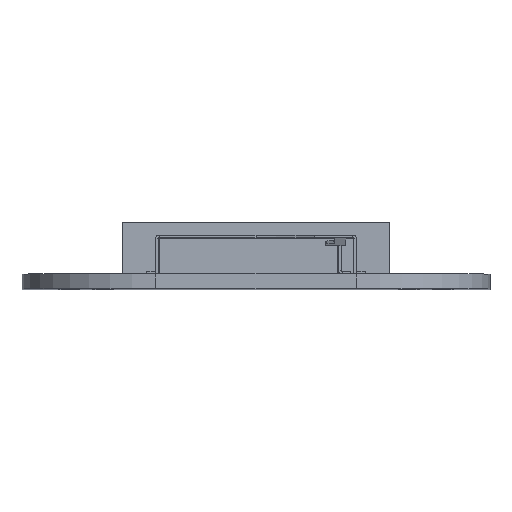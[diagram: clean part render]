
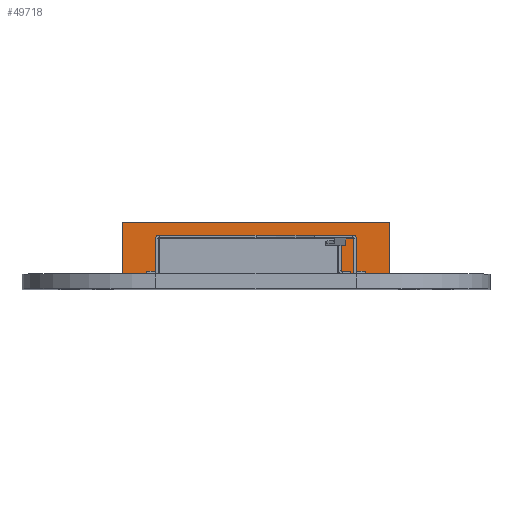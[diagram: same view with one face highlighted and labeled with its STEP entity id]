
A CAD part, top view. The second image highlights one B-rep face of the part: STEP entity #49718.
In plain terms, the highlighted planar face has unit normal (0, 0, 1).
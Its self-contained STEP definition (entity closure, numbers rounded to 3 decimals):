
#247 = CARTESIAN_POINT ( 'NONE',  ( 10., 1.1, 6.21 ) ) ;
#951 = CARTESIAN_POINT ( 'NONE',  ( -10., 1.1, 6.21 ) ) ;
#1111 = DIRECTION ( 'NONE',  ( -1., 0., 0. ) ) ;
#1517 = EDGE_CURVE ( 'NONE', #19723, #27548, #3951, .T. ) ;
#1956 = LINE ( 'NONE', #29073, #31070 ) ;
#2337 = VERTEX_POINT ( 'NONE', #9421 ) ;
#3951 = LINE ( 'NONE', #11509, #45374 ) ;
#4679 = DIRECTION ( 'NONE',  ( 1., 0., 0. ) ) ;
#5390 = EDGE_CURVE ( 'NONE', #34464, #27548, #1956, .T. ) ;
#5446 = DIRECTION ( 'NONE',  ( 0., 0., -1. ) ) ;
#5972 = ORIENTED_EDGE ( 'NONE', *, *, #5390, .T. ) ;
#9421 = CARTESIAN_POINT ( 'NONE',  ( -10., 5., 6.21 ) ) ;
#9570 = CARTESIAN_POINT ( 'NONE',  ( 10., 5., 6.21 ) ) ;
#9799 = DIRECTION ( 'NONE',  ( 0., -1., 0. ) ) ;
#11509 = CARTESIAN_POINT ( 'NONE',  ( 10., 39.732, 6.21 ) ) ;
#19585 = VECTOR ( 'NONE', #9799, 1000. ) ;
#19723 = VERTEX_POINT ( 'NONE', #9570 ) ;
#20806 = ORIENTED_EDGE ( 'NONE', *, *, #36403, .T. ) ;
#24490 = EDGE_CURVE ( 'NONE', #2337, #19723, #36601, .T. ) ;
#27548 = VERTEX_POINT ( 'NONE', #247 ) ;
#29073 = CARTESIAN_POINT ( 'NONE',  ( -10., 1.1, 6.21 ) ) ;
#30400 = CARTESIAN_POINT ( 'NONE',  ( -10., 39.732, 6.21 ) ) ;
#30700 = EDGE_LOOP ( 'NONE', ( #41260, #20806, #5972, #34864 ) ) ;
#31070 = VECTOR ( 'NONE', #4679, 1000. ) ;
#32133 = DIRECTION ( 'NONE',  ( 0., -1., 0. ) ) ;
#34352 = FACE_OUTER_BOUND ( 'NONE', #30700, .T. ) ;
#34464 = VERTEX_POINT ( 'NONE', #951 ) ;
#34562 = CARTESIAN_POINT ( 'NONE',  ( -10., 39.732, 6.21 ) ) ;
#34864 = ORIENTED_EDGE ( 'NONE', *, *, #1517, .F. ) ;
#36403 = EDGE_CURVE ( 'NONE', #2337, #34464, #41533, .T. ) ;
#36601 = LINE ( 'NONE', #50517, #41759 ) ;
#41260 = ORIENTED_EDGE ( 'NONE', *, *, #24490, .F. ) ;
#41533 = LINE ( 'NONE', #34562, #19585 ) ;
#41759 = VECTOR ( 'NONE', #46710, 1000. ) ;
#45374 = VECTOR ( 'NONE', #32133, 1000. ) ;
#46710 = DIRECTION ( 'NONE',  ( 1., 0., 0. ) ) ;
#49718 = ADVANCED_FACE ( 'NONE', ( #34352 ), #50476, .F. ) ;
#50476 = PLANE ( 'NONE',  #52552 ) ;
#50517 = CARTESIAN_POINT ( 'NONE',  ( -10., 5., 6.21 ) ) ;
#52552 = AXIS2_PLACEMENT_3D ( 'NONE', #30400, #5446, #1111 ) ;
